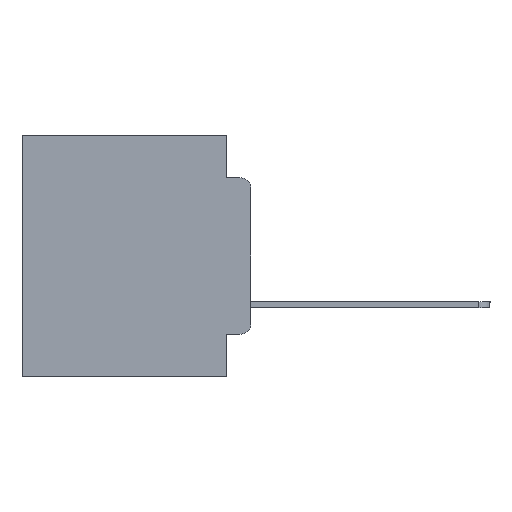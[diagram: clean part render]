
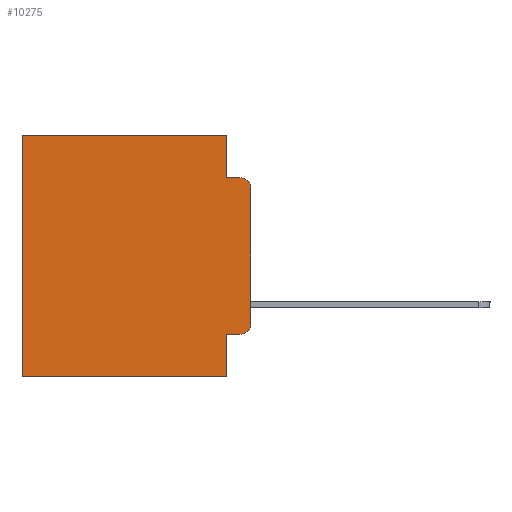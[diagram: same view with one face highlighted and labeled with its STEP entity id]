
A CAD part, left-side view. The second image highlights one B-rep face of the part: STEP entity #10275.
In plain terms, the highlighted planar face has unit normal (-1, 0, 0).
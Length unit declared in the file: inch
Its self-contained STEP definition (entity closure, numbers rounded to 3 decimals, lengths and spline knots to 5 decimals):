
#401 = CARTESIAN_POINT ( 'NONE',  ( 0.298, 0., -0.5 ) ) ;
#1295 = CARTESIAN_POINT ( 'NONE',  ( 0.298, 0.473, 0. ) ) ;
#1399 = EDGE_CURVE ( 'NONE', #22932, #9026, #13342, .T. ) ;
#1509 = CARTESIAN_POINT ( 'NONE',  ( 0.298, 0., -0.1085 ) ) ;
#1977 = CARTESIAN_POINT ( 'NONE',  ( 0.298, 0.051, -0.0885 ) ) ;
#2222 = DIRECTION ( 'NONE',  ( 0., 1., 0. ) ) ;
#2423 = CARTESIAN_POINT ( 'NONE',  ( 0.298, 0., -0.3915 ) ) ;
#2576 = PLANE ( 'NONE',  #20243 ) ;
#3083 = CARTESIAN_POINT ( 'NONE',  ( 0.298, 0.051, 0. ) ) ;
#3171 = LINE ( 'NONE', #12370, #29351 ) ;
#4433 = ORIENTED_EDGE ( 'NONE', *, *, #13624, .T. ) ;
#4443 = VECTOR ( 'NONE', #28781, 39.37008 ) ;
#4504 = VECTOR ( 'NONE', #12495, 39.37008 ) ;
#4834 = FACE_OUTER_BOUND ( 'NONE', #18991, .T. ) ;
#4848 = VERTEX_POINT ( 'NONE', #21873 ) ;
#5305 = LINE ( 'NONE', #21902, #6398 ) ;
#5963 = VECTOR ( 'NONE', #15559, 39.37008 ) ;
#5968 = EDGE_CURVE ( 'NONE', #13371, #15043, #3171, .T. ) ;
#6026 = CARTESIAN_POINT ( 'NONE',  ( 0.298, 0.051, -0.0885 ) ) ;
#6178 = VERTEX_POINT ( 'NONE', #6026 ) ;
#6355 = LINE ( 'NONE', #1977, #5963 ) ;
#6398 = VECTOR ( 'NONE', #14792, 39.37008 ) ;
#6626 = VERTEX_POINT ( 'NONE', #1295 ) ;
#6997 = VERTEX_POINT ( 'NONE', #3083 ) ;
#7479 = VERTEX_POINT ( 'NONE', #1509 ) ;
#8025 = EDGE_CURVE ( 'NONE', #6626, #25378, #8969, .T. ) ;
#8969 = LINE ( 'NONE', #26655, #20608 ) ;
#9026 = VERTEX_POINT ( 'NONE', #2423 ) ;
#9266 = CIRCLE ( 'NONE', #26168, 0.02 ) ;
#10275 = ADVANCED_FACE ( 'NONE', ( #4834 ), #2576, .F. ) ;
#10491 = ORIENTED_EDGE ( 'NONE', *, *, #27312, .F. ) ;
#11415 = LINE ( 'NONE', #401, #28151 ) ;
#11595 = ORIENTED_EDGE ( 'NONE', *, *, #15276, .F. ) ;
#11643 = DIRECTION ( 'NONE',  ( 0., 0., -1. ) ) ;
#12038 = CARTESIAN_POINT ( 'NONE',  ( 0.298, 0.051, -0.4115 ) ) ;
#12370 = CARTESIAN_POINT ( 'NONE',  ( 0.298, 0.051, 0. ) ) ;
#12495 = DIRECTION ( 'NONE',  ( 0., -1., 0. ) ) ;
#13342 = CIRCLE ( 'NONE', #24944, 0.02 ) ;
#13371 = VERTEX_POINT ( 'NONE', #14766 ) ;
#13624 = EDGE_CURVE ( 'NONE', #7479, #4848, #9266, .T. ) ;
#13969 = CARTESIAN_POINT ( 'NONE',  ( 0.298, 0.473, -0.5 ) ) ;
#13988 = EDGE_CURVE ( 'NONE', #6997, #6626, #26664, .T. ) ;
#14118 = VECTOR ( 'NONE', #24616, 39.37008 ) ;
#14766 = CARTESIAN_POINT ( 'NONE',  ( 0.298, 0.051, -0.4115 ) ) ;
#14792 = DIRECTION ( 'NONE',  ( 0., 0., -1. ) ) ;
#14930 = ORIENTED_EDGE ( 'NONE', *, *, #20342, .T. ) ;
#15043 = VERTEX_POINT ( 'NONE', #21718 ) ;
#15276 = EDGE_CURVE ( 'NONE', #15043, #25378, #11415, .T. ) ;
#15559 = DIRECTION ( 'NONE',  ( 0., -1., 0. ) ) ;
#15701 = LINE ( 'NONE', #29297, #14118 ) ;
#15725 = ORIENTED_EDGE ( 'NONE', *, *, #8025, .T. ) ;
#15828 = ORIENTED_EDGE ( 'NONE', *, *, #21380, .F. ) ;
#15870 = CARTESIAN_POINT ( 'NONE',  ( 0.298, 0., 0. ) ) ;
#16107 = CARTESIAN_POINT ( 'NONE',  ( 0.298, 0.02, -0.1085 ) ) ;
#17386 = CARTESIAN_POINT ( 'NONE',  ( 0.298, 0.02, -0.4115 ) ) ;
#17741 = ORIENTED_EDGE ( 'NONE', *, *, #19929, .F. ) ;
#18991 = EDGE_LOOP ( 'NONE', ( #17741, #4433, #10491, #15828, #23758, #15725, #11595, #26806, #14930, #26720 ) ) ;
#19585 = CARTESIAN_POINT ( 'NONE',  ( 0.298, 0., 0. ) ) ;
#19929 = EDGE_CURVE ( 'NONE', #7479, #9026, #5305, .T. ) ;
#20243 = AXIS2_PLACEMENT_3D ( 'NONE', #15870, #27943, #29752 ) ;
#20297 = DIRECTION ( 'NONE',  ( -1., 0., 0. ) ) ;
#20342 = EDGE_CURVE ( 'NONE', #13371, #22932, #28508, .T. ) ;
#20608 = VECTOR ( 'NONE', #20622, 39.37008 ) ;
#20622 = DIRECTION ( 'NONE',  ( 0., 0., -1. ) ) ;
#21380 = EDGE_CURVE ( 'NONE', #6997, #6178, #15701, .T. ) ;
#21602 = DIRECTION ( 'NONE',  ( 0., 0., -1. ) ) ;
#21718 = CARTESIAN_POINT ( 'NONE',  ( 0.298, 0.051, -0.5 ) ) ;
#21873 = CARTESIAN_POINT ( 'NONE',  ( 0.298, 0.02, -0.0885 ) ) ;
#21902 = CARTESIAN_POINT ( 'NONE',  ( 0.298, 0., 0. ) ) ;
#22932 = VERTEX_POINT ( 'NONE', #17386 ) ;
#23758 = ORIENTED_EDGE ( 'NONE', *, *, #13988, .T. ) ;
#24616 = DIRECTION ( 'NONE',  ( 0., 0., -1. ) ) ;
#24944 = AXIS2_PLACEMENT_3D ( 'NONE', #27527, #20297, #11643 ) ;
#25342 = DIRECTION ( 'NONE',  ( 0., 0., -1. ) ) ;
#25378 = VERTEX_POINT ( 'NONE', #13969 ) ;
#26168 = AXIS2_PLACEMENT_3D ( 'NONE', #16107, #29707, #25342 ) ;
#26655 = CARTESIAN_POINT ( 'NONE',  ( 0.298, 0.473, 0. ) ) ;
#26664 = LINE ( 'NONE', #19585, #4443 ) ;
#26720 = ORIENTED_EDGE ( 'NONE', *, *, #1399, .T. ) ;
#26806 = ORIENTED_EDGE ( 'NONE', *, *, #5968, .F. ) ;
#27312 = EDGE_CURVE ( 'NONE', #6178, #4848, #6355, .T. ) ;
#27527 = CARTESIAN_POINT ( 'NONE',  ( 0.298, 0.02, -0.3915 ) ) ;
#27943 = DIRECTION ( 'NONE',  ( 1., 0., 0. ) ) ;
#28151 = VECTOR ( 'NONE', #2222, 39.37008 ) ;
#28508 = LINE ( 'NONE', #12038, #4504 ) ;
#28781 = DIRECTION ( 'NONE',  ( 0., 1., 0. ) ) ;
#29297 = CARTESIAN_POINT ( 'NONE',  ( 0.298, 0.051, 0. ) ) ;
#29351 = VECTOR ( 'NONE', #21602, 39.37008 ) ;
#29707 = DIRECTION ( 'NONE',  ( -1., 0., 0. ) ) ;
#29752 = DIRECTION ( 'NONE',  ( 0., 0., -1. ) ) ;
